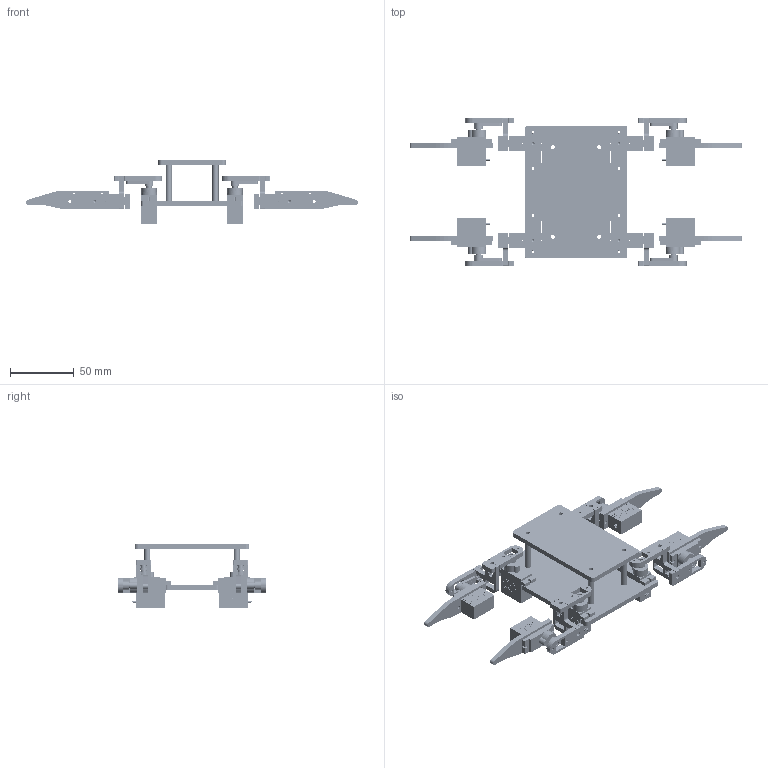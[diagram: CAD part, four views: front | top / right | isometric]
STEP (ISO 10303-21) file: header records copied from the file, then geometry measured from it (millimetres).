
FILE_DESCRIPTION(/* description */ (''),/* implementation_level */ '2;1');
FILE_NAME(/* name */ 'Acebott_Spider.step',/* time_stamp */ '2026-02-14T12:41:11+01:00',/* author */ (''),/* organization */ (''),/* preprocessor_version */ 'ST-DEVELOPER v20.1',/* originating_system */ 'Autodesk Translation Framework v14.24.0.0',/* authorisation */ '');
FILE_SCHEMA (('AUTOMOTIVE_DESIGN { 1 0 10303 214 3 1 1 }'));
Length unit declared in the file: millimetre
Products named in the file (26): 2026-02-14-10-31-06-428; M90S_ali; 2026-02-14-10-49-56-585; M90S_ali_1; M90S_ali_2; M90S_ali_3; M90S_ali_4; M90S_ali_5; 2026-02-14-11-18-35-832; M90S_ali_6; M90S_ali_7; axe; base001; etiquette; Tube; Cylindre; Tube001; Tube002; etiquette001; Cylindre001; Cylindre002; levier_servo; 2026-02-14-11-03-02-431; 2026-02-14-11-46-29-407; 2026-02-14-12-19-31-371; 2026-02-14-12-28-22-232
Assembly tree (118 placements, depth 3):
  2026-02-14-10-31-06-428
    M90S_ali
      axe
      base001
      etiquette
      Tube
      Cylindre
      Tube001
      Tube002
      etiquette001
      Cylindre001
      Cylindre002
    2026-02-14-10-49-56-585
    2026-02-14-11-03-02-431  x8
    levier_servo  x8
    2026-02-14-11-18-35-832  x4
    M90S_ali_1
      axe
      base001
      etiquette
      Tube
      Cylindre
      Tube001
      Tube002
      etiquette001
      Cylindre001
      Cylindre002
    2026-02-14-11-46-29-407  x4
    M90S_ali_2
      axe
      base001
      etiquette
      Tube
      Cylindre
      Tube001
      Tube002
      etiquette001
      Cylindre001
      Cylindre002
    M90S_ali_3
      axe
      base001
      etiquette
      Tube
      Cylindre
      Tube001
      Tube002
      etiquette001
      Cylindre001
      Cylindre002
    M90S_ali_4
      axe
      base001
      etiquette
      Tube
      Cylindre
      Tube001
      Tube002
      etiquette001
      Cylindre001
Bounding box: 259.9 x 115.87 x 50.3 mm (x, y, z)
Volume: 132560.7 mm3; surface area: 89498.5 mm2
Topology: 110 solids, 110 shells, 8372 faces, 22672 edges, 14984 vertices
Faces by surface type: bspline 3872, plane 3532, cylinder 960, cone 8
Full cylindrical faces by diameter (mm): 0.4 x48, 1 x56, 1.2 x24, 2 x16, 2.07 x96, 2.5 x8, 2.6 x8, 3.2 x28, 4.2 x8, 4.8 x8, 4.9 x8, 5 x12, 6.8 x8
Entity records: 45562 total; most frequent: CARTESIAN_POINT 17597, ORIENTED_EDGE 6212, DIRECTION 4036, EDGE_CURVE 3106, VERTEX_POINT 2055, LINE 1810, VECTOR 1810, EDGE_LOOP 1273
